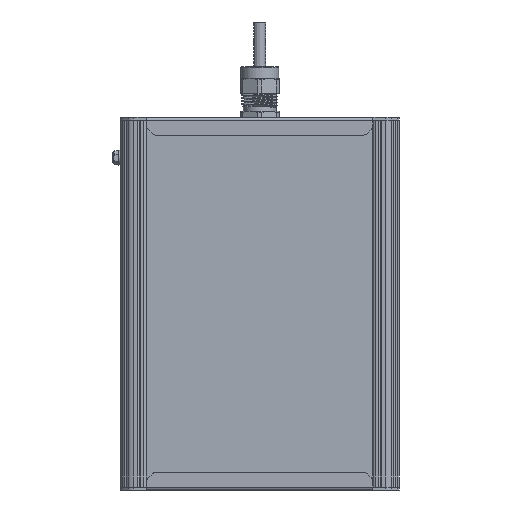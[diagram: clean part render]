
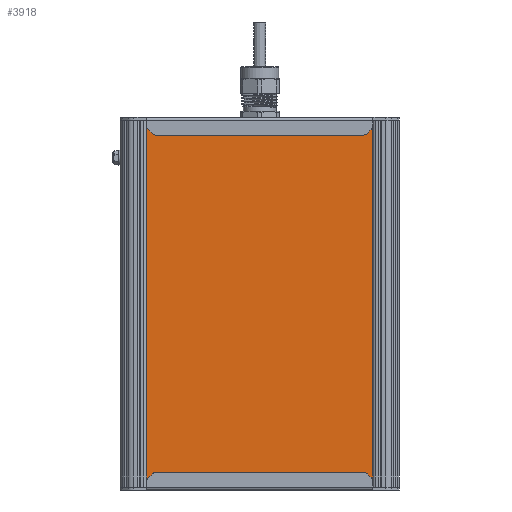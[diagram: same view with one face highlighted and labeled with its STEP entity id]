
A CAD part, front view. The second image highlights one B-rep face of the part: STEP entity #3918.
In plain terms, the highlighted face is planar.
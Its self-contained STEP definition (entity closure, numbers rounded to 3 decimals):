
#3918=ADVANCED_FACE('',(#8245),#8247,.T.);
#8245=FACE_BOUND('',#8246,.T.);
#8246=EDGE_LOOP('',(#39947,#39948,#39949,#39950));
#8247=PLANE('',#8248);
#8248=AXIS2_PLACEMENT_3D('',#8249,#8250,#8251);
#8249=CARTESIAN_POINT('',(2111.497,401.002,-34.582));
#8250=DIRECTION('',(0.,0.,-1.));
#8251=DIRECTION('',(0.,1.,0.));
#39947=ORIENTED_EDGE('',*,*,#46494,.T.);
#39948=ORIENTED_EDGE('',*,*,#46497,.F.);
#39949=ORIENTED_EDGE('',*,*,#46502,.F.);
#39950=ORIENTED_EDGE('',*,*,#46500,.T.);
#46494=EDGE_CURVE('',#51209,#51213,#51215,.T.);
#46497=EDGE_CURVE('',#51218,#51213,#51220,.T.);
#46500=EDGE_CURVE('',#51224,#51209,#51225,.T.);
#46502=EDGE_CURVE('',#51224,#51218,#51227,.T.);
#51209=VERTEX_POINT('',#60997);
#51213=VERTEX_POINT('',#61005);
#51215=LINE('',#61009,#61010);
#51218=VERTEX_POINT('',#61016);
#51220=LINE('',#61020,#61021);
#51224=VERTEX_POINT('',#61030);
#51225=LINE('',#61031,#61032);
#51227=LINE('',#61037,#61038);
#60997=CARTESIAN_POINT('',(2357.497,565.13,-34.582));
#61005=CARTESIAN_POINT('',(2357.497,401.002,-34.582));
#61009=CARTESIAN_POINT('',(2357.497,565.13,-34.582));
#61010=VECTOR('',#61011,1.);
#61011=DIRECTION('',(0.,-1.,0.));
#61016=CARTESIAN_POINT('',(2111.497,401.002,-34.582));
#61020=CARTESIAN_POINT('',(2111.497,401.002,-34.582));
#61021=VECTOR('',#61022,1.);
#61022=DIRECTION('',(1.,0.,0.));
#61030=CARTESIAN_POINT('',(2111.497,565.13,-34.582));
#61031=CARTESIAN_POINT('',(2111.497,565.13,-34.582));
#61032=VECTOR('',#61033,1.);
#61033=DIRECTION('',(1.,0.,0.));
#61037=CARTESIAN_POINT('',(2111.497,565.13,-34.582));
#61038=VECTOR('',#61039,1.);
#61039=DIRECTION('',(0.,-1.,0.));
